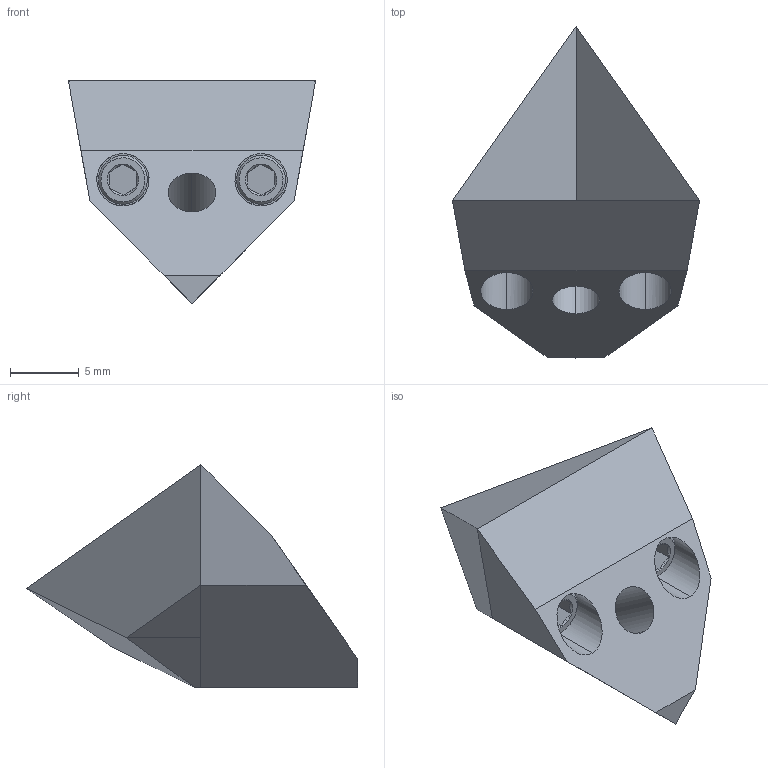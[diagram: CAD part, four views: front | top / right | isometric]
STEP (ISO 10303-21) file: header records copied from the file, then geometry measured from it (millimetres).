
FILE_DESCRIPTION (( 'STEP AP203' ), '1' );
FILE_NAME ('SAJ-007-S1-0.71.STEP', '2020-08-14T22:18:09', ( '' ), ( '' ), 'SwSTEP 2.0', 'SolidWorks 2020', '' );
FILE_SCHEMA (( 'CONFIG_CONTROL_DESIGN' ));
Length unit declared in the file: inch
Products named in the file (1): SAJ-007-S1-0.71
Bounding box: 18 x 24.16 x 16.18 mm (x, y, z)
Volume: 1557.8 mm3; surface area: 1952.2 mm2
Topology: 6 solids, 6 shells, 268 faces, 683 edges, 432 vertices
Faces by surface type: cylinder 163, plane 52, cone 47, bspline 6
Entity records: 11442 total; most frequent: CARTESIAN_POINT 5775, ORIENTED_EDGE 1350, DIRECTION 989, EDGE_CURVE 675, VERTEX_POINT 432, AXIS2_PLACEMENT_3D 364, EDGE_LOOP 287, ADVANCED_FACE 268
